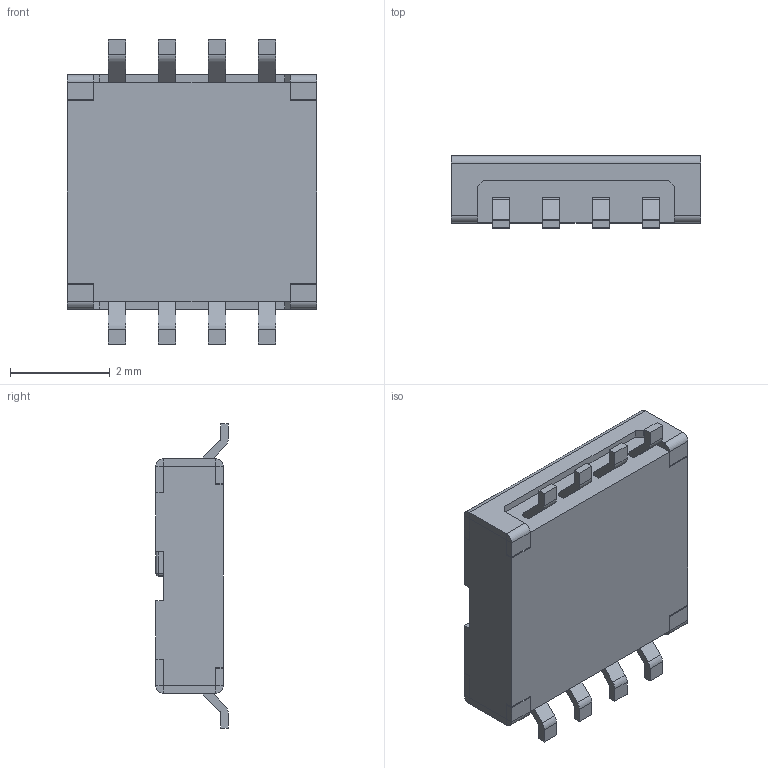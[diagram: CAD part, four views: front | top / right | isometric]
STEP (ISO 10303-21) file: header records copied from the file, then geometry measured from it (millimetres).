
FILE_DESCRIPTION (( 'STEP AP214' ), '1' );
FILE_NAME ('CVS-04TB.STEP', '2019-06-01T19:58:45', ( '' ), ( '' ), 'SwSTEP 2.0', 'SolidWorks 2017', '' );
FILE_SCHEMA (( 'AUTOMOTIVE_DESIGN' ));
Length unit declared in the file: millimetre
Products named in the file (1): CVS-04TB
Bounding box: 5 x 1.45 x 6.1 mm (x, y, z)
Volume: 28 mm3; surface area: 155.2 mm2
Topology: 11 solids, 11 shells, 355 faces, 889 edges, 528 vertices
Faces by surface type: plane 271, cylinder 68, sphere 16
Entity records: 10339 total; most frequent: CARTESIAN_POINT 1757, ORIENTED_EDGE 1746, DIRECTION 1721, EDGE_CURVE 873, LINE 737, VECTOR 737, VERTEX_POINT 528, AXIS2_PLACEMENT_3D 492
